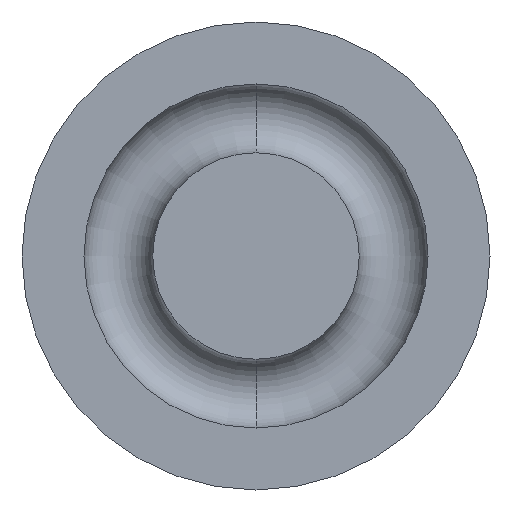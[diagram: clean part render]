
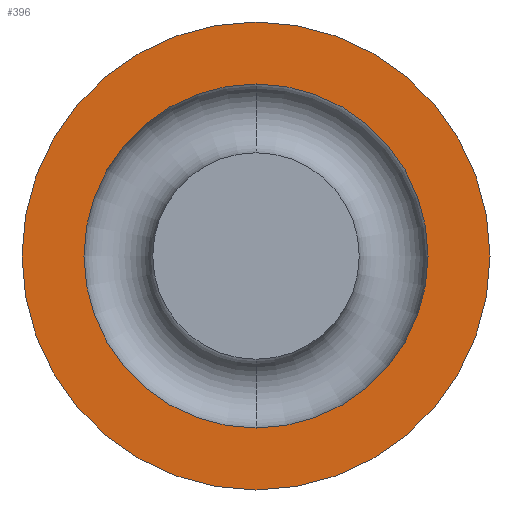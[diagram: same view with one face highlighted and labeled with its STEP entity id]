
A CAD part, left-side view. The second image highlights one B-rep face of the part: STEP entity #396.
In plain terms, the highlighted planar face has unit normal (-1, 0, 0).
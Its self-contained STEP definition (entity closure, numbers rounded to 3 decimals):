
#4 = DIRECTION ( 'NONE',  ( 0., 0., 1. ) ) ;
#8 = DIRECTION ( 'NONE',  ( -1., 0., 0. ) ) ;
#10 = AXIS2_PLACEMENT_3D ( 'NONE', #168, #286, #454 ) ;
#18 = CARTESIAN_POINT ( 'NONE',  ( -10.805, -27.871, -12.5 ) ) ;
#41 = AXIS2_PLACEMENT_3D ( 'NONE', #482, #215, #126 ) ;
#46 = CARTESIAN_POINT ( 'NONE',  ( -10.805, -27.871, 0. ) ) ;
#75 = CIRCLE ( 'NONE', #41, 12.5 ) ;
#77 = CARTESIAN_POINT ( 'NONE',  ( -10.805, -27.871, 0. ) ) ;
#82 = AXIS2_PLACEMENT_3D ( 'NONE', #326, #445, #254 ) ;
#94 = ORIENTED_EDGE ( 'NONE', *, *, #446, .T. ) ;
#96 = FACE_OUTER_BOUND ( 'NONE', #413, .T. ) ;
#126 = DIRECTION ( 'NONE',  ( 0., 0., 1. ) ) ;
#149 = CIRCLE ( 'NONE', #227, 12.5 ) ;
#155 = EDGE_CURVE ( 'NONE', #418, #252, #149, .T. ) ;
#164 = CARTESIAN_POINT ( 'NONE',  ( -10.805, -27.871, -17. ) ) ;
#167 = EDGE_CURVE ( 'NONE', #334, #296, #216, .T. ) ;
#168 = CARTESIAN_POINT ( 'NONE',  ( -10.805, 0., 0. ) ) ;
#207 = CIRCLE ( 'NONE', #82, 17. ) ;
#215 = DIRECTION ( 'NONE',  ( -1., 0., 0. ) ) ;
#216 = CIRCLE ( 'NONE', #435, 17. ) ;
#227 = AXIS2_PLACEMENT_3D ( 'NONE', #77, #436, #475 ) ;
#249 = EDGE_LOOP ( 'NONE', ( #410, #356 ) ) ;
#252 = VERTEX_POINT ( 'NONE', #431 ) ;
#254 = DIRECTION ( 'NONE',  ( 0., 0., 1. ) ) ;
#286 = DIRECTION ( 'NONE',  ( 1., 0., 0. ) ) ;
#296 = VERTEX_POINT ( 'NONE', #357 ) ;
#326 = CARTESIAN_POINT ( 'NONE',  ( -10.805, -27.871, 0. ) ) ;
#331 = ORIENTED_EDGE ( 'NONE', *, *, #167, .T. ) ;
#334 = VERTEX_POINT ( 'NONE', #164 ) ;
#356 = ORIENTED_EDGE ( 'NONE', *, *, #155, .F. ) ;
#357 = CARTESIAN_POINT ( 'NONE',  ( -10.805, -27.871, 17. ) ) ;
#396 = ADVANCED_FACE ( 'NONE', ( #495, #96 ), #409, .F. ) ;
#407 = EDGE_CURVE ( 'NONE', #252, #418, #75, .T. ) ;
#409 = PLANE ( 'NONE',  #10 ) ;
#410 = ORIENTED_EDGE ( 'NONE', *, *, #407, .F. ) ;
#413 = EDGE_LOOP ( 'NONE', ( #94, #331 ) ) ;
#418 = VERTEX_POINT ( 'NONE', #18 ) ;
#431 = CARTESIAN_POINT ( 'NONE',  ( -10.805, -27.871, 12.5 ) ) ;
#435 = AXIS2_PLACEMENT_3D ( 'NONE', #46, #8, #4 ) ;
#436 = DIRECTION ( 'NONE',  ( -1., 0., 0. ) ) ;
#445 = DIRECTION ( 'NONE',  ( -1., 0., 0. ) ) ;
#446 = EDGE_CURVE ( 'NONE', #296, #334, #207, .T. ) ;
#454 = DIRECTION ( 'NONE',  ( 0., 0., -1. ) ) ;
#475 = DIRECTION ( 'NONE',  ( 0., 0., 1. ) ) ;
#482 = CARTESIAN_POINT ( 'NONE',  ( -10.805, -27.871, 0. ) ) ;
#495 = FACE_BOUND ( 'NONE', #249, .T. ) ;
